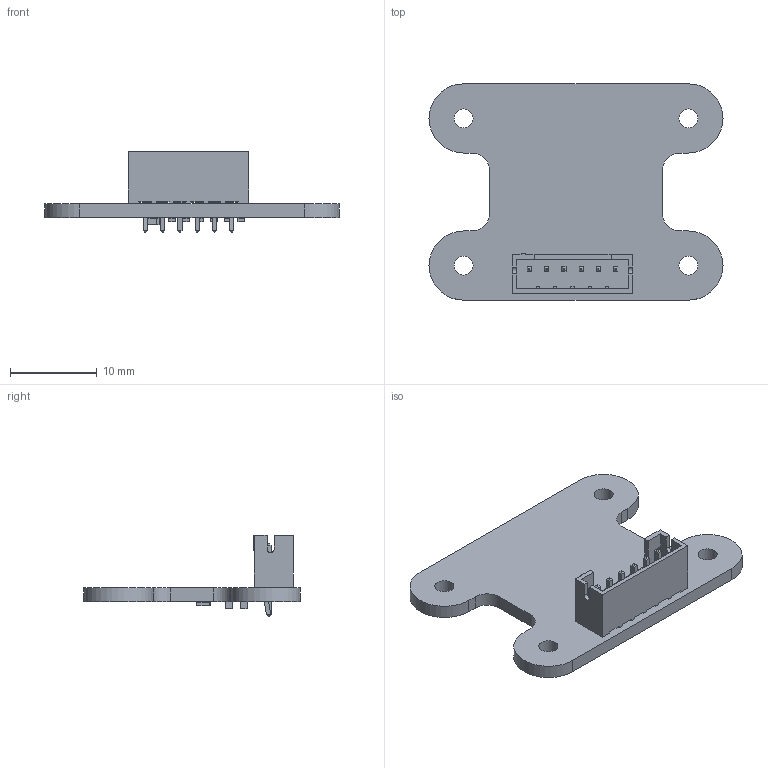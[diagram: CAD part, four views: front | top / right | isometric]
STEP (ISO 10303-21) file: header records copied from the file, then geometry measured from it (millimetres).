
FILE_DESCRIPTION(('KiCad electronic assembly'),'2;1');
FILE_NAME('sd_card.step','2024-07-03T22:15:15',('Pcbnew'),('Kicad'), 'Open CASCADE STEP processor 7.7','KiCad to STEP converter','Unknown' );
FILE_SCHEMA(('AUTOMOTIVE_DESIGN { 1 0 10303 214 1 1 1 1 }'));
Length unit declared in the file: millimetre
Products named in the file (8): sd_card 1; JST_PH_B6B-PH-K_1x06_P2.00mm_Vertical; JST_B6B_PH_K; R_0603_1608Metric; C_0603_1608Metric; sd_card_PCB
Assembly tree (14 placements, depth 3):
  sd_card 1
    JST_PH_B6B-PH-K_1x06_P2.00mm_Vertical
      JST_B6B_PH_K
    R_0603_1608Metric  x7
      R_0603_1608Metric
    C_0603_1608Metric  x2
      C_0603_1608Metric
    sd_card_PCB
Bounding box: 34 x 25 x 9.4 mm (x, y, z)
Volume: 1268.8 mm3; surface area: 2184.7 mm2
Topology: 11 solids, 11 shells, 471 faces, 1234 edges, 800 vertices
Faces by surface type: plane 371, cylinder 100
Full cylindrical faces by diameter (mm): 0.75 x6, 2.2 x4
Entity records: 10741 total; most frequent: CARTESIAN_POINT 1544, ORIENTED_EDGE 1508, DIRECTION 1438, EDGE_CURVE 754, LINE 674, VECTOR 674, VERTEX_POINT 488, AXIS2_PLACEMENT_3D 382
